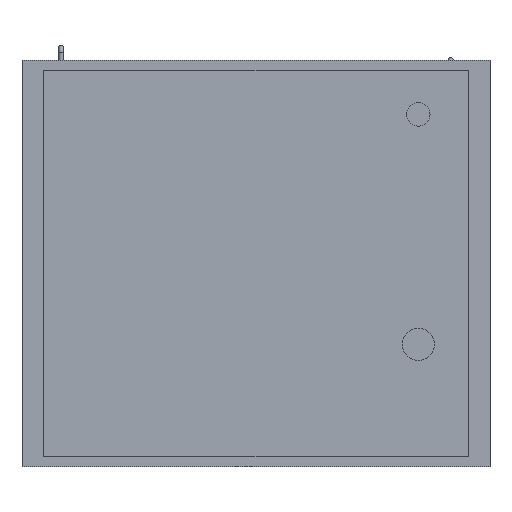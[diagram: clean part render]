
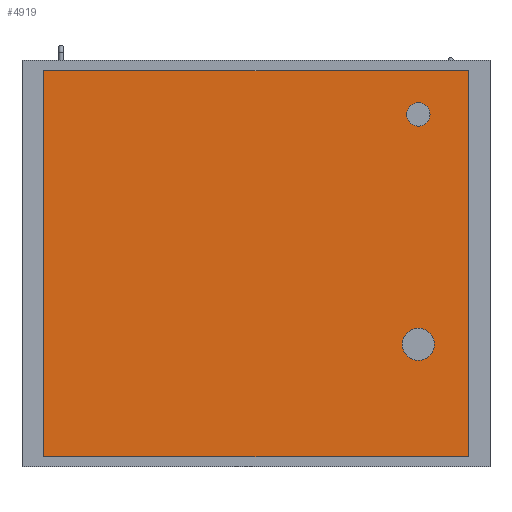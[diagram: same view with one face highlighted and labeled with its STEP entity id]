
A CAD part, front view. The second image highlights one B-rep face of the part: STEP entity #4919.
In plain terms, the highlighted planar face has unit normal (0, -1, 0).
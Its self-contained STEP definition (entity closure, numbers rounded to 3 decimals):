
#270=FACE_OUTER_BOUND('',#575,.T.);
#575=EDGE_LOOP('',(#3286,#3287,#3288,#3289));
#888=LINE('',#7156,#1480);
#892=LINE('',#7164,#1484);
#895=LINE('',#7170,#1487);
#898=LINE('',#7175,#1490);
#1480=VECTOR('',#5715,10.);
#1484=VECTOR('',#5721,10.);
#1487=VECTOR('',#5726,10.);
#1490=VECTOR('',#5731,10.);
#2068=VERTEX_POINT('',#7154);
#2069=VERTEX_POINT('',#7155);
#2072=VERTEX_POINT('',#7163);
#2074=VERTEX_POINT('',#7169);
#2544=EDGE_CURVE('',#2068,#2069,#888,.T.);
#2548=EDGE_CURVE('',#2072,#2068,#892,.T.);
#2551=EDGE_CURVE('',#2074,#2072,#895,.T.);
#2554=EDGE_CURVE('',#2069,#2074,#898,.T.);
#3286=ORIENTED_EDGE('',*,*,#2554,.F.);
#3287=ORIENTED_EDGE('',*,*,#2544,.F.);
#3288=ORIENTED_EDGE('',*,*,#2548,.F.);
#3289=ORIENTED_EDGE('',*,*,#2551,.F.);
#4672=PLANE('',#5277);
#4919=ADVANCED_FACE('',(#270),#4672,.F.);
#5277=AXIS2_PLACEMENT_3D('',#7178,#5735,#5736);
#5715=DIRECTION('',(0.,0.,1.));
#5721=DIRECTION('',(-1.,0.,0.));
#5726=DIRECTION('',(0.,0.,-1.));
#5731=DIRECTION('',(1.,0.,0.));
#5735=DIRECTION('center_axis',(0.,1.,0.));
#5736=DIRECTION('ref_axis',(0.,0.,1.));
#7154=CARTESIAN_POINT('',(-362.5,0.,-330.));
#7155=CARTESIAN_POINT('',(-362.5,0.,330.));
#7156=CARTESIAN_POINT('',(-362.5,0.,-330.));
#7163=CARTESIAN_POINT('',(362.5,0.,-330.));
#7164=CARTESIAN_POINT('',(362.5,0.,-330.));
#7169=CARTESIAN_POINT('',(362.5,0.,330.));
#7170=CARTESIAN_POINT('',(362.5,0.,330.));
#7175=CARTESIAN_POINT('',(-362.5,0.,330.));
#7178=CARTESIAN_POINT('Origin',(0.,0.,0.));
